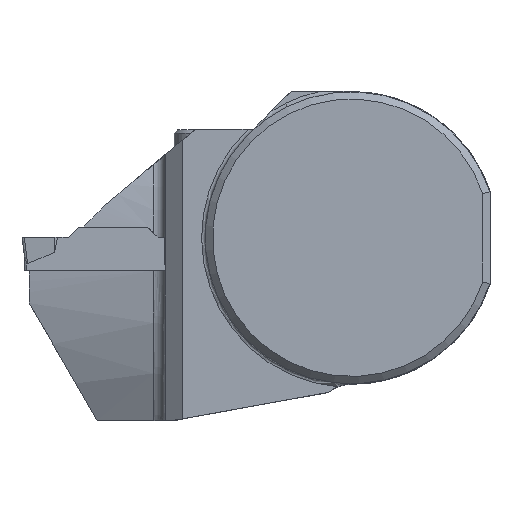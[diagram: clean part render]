
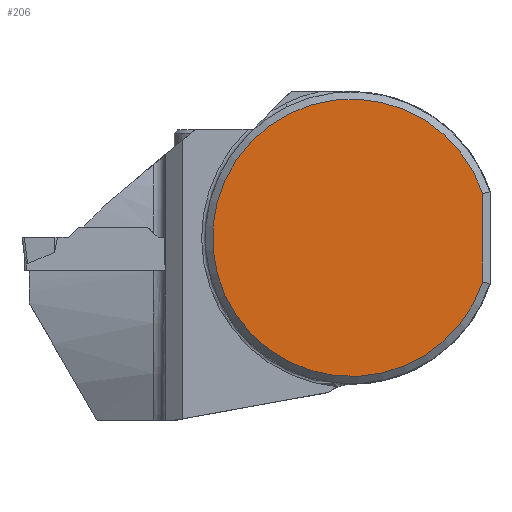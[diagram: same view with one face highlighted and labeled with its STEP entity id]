
A CAD part, top view. The second image highlights one B-rep face of the part: STEP entity #206.
In plain terms, the highlighted planar face has unit normal (0, 0, 1).
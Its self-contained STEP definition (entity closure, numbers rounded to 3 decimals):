
#153=PLANE('',#1604);
#206=ADVANCED_FACE('',(#299),#153,.F.);
#299=FACE_OUTER_BOUND('',#374,.T.);
#374=EDGE_LOOP('',(#783,#784));
#470=LINE('',#2255,#591);
#591=VECTOR('',#1807,1.);
#697=CIRCLE('',#1603,19.);
#783=ORIENTED_EDGE('',*,*,#1330,.F.);
#784=ORIENTED_EDGE('',*,*,#1331,.T.);
#1183=VERTEX_POINT('',#2256);
#1184=VERTEX_POINT('',#2257);
#1330=EDGE_CURVE('',#1183,#1184,#470,.T.);
#1331=EDGE_CURVE('',#1183,#1184,#697,.T.);
#1603=AXIS2_PLACEMENT_3D('',#2258,#1808,#1809);
#1604=AXIS2_PLACEMENT_3D('',#2259,#1810,#1811);
#1807=DIRECTION('',(0.,-1.,0.));
#1808=DIRECTION('',(0.,0.,1.));
#1809=DIRECTION('',(-1.,0.,0.));
#1810=DIRECTION('',(0.,0.,-1.));
#1811=DIRECTION('',(-1.,0.,0.));
#2255=CARTESIAN_POINT('',(18.,0.,0.325));
#2256=CARTESIAN_POINT('',(18.,6.083,0.325));
#2257=CARTESIAN_POINT('',(18.,-6.083,0.325));
#2258=CARTESIAN_POINT('',(0.,0.,0.325));
#2259=CARTESIAN_POINT('',(0.,0.,0.325));
